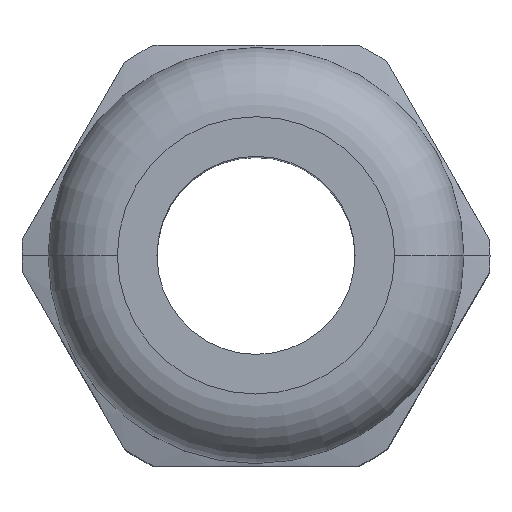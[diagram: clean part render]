
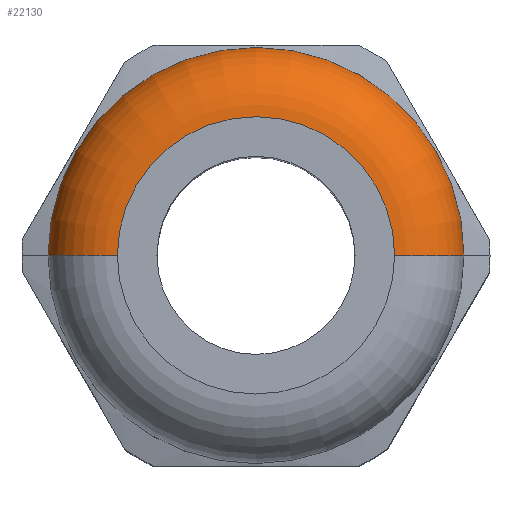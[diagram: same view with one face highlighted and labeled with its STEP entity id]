
A CAD part, top view. The second image highlights one B-rep face of the part: STEP entity #22130.
In plain terms, the highlighted toroidal (fillet/blend) face has major radius 5.6 mm and minor radius 2.8 mm.
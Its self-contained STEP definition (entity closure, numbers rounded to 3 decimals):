
#1720=CARTESIAN_POINT('',(0.,23.237,0.));
#1730=DIRECTION('',(0.,-1.,0.));
#1740=DIRECTION('',(0.,0.,1.));
#1750=AXIS2_PLACEMENT_3D('',#1720,#1730,#1740);
#1760=CIRCLE('',#1750,5.6);
#1790=CARTESIAN_POINT('',(-5.6,23.237,0.));
#1800=VERTEX_POINT('',#1790);
#1830=CARTESIAN_POINT('',(5.6,23.237,0.));
#1840=VERTEX_POINT('',#1830);
#1850=EDGE_CURVE('',#1800,#1840,#1760,.T.);
#14410=CARTESIAN_POINT('',(0.,20.437,0.))
;
#14420=DIRECTION('',(0.,-1.,0.));
#14430=DIRECTION('',(0.,0.,1.));
#14440=AXIS2_PLACEMENT_3D('',#14410,#14420,#14430);
#14450=CIRCLE('',#14440,8.4);
#14480=CARTESIAN_POINT('',(-8.4,20.437,0.));
#14490=VERTEX_POINT('',#14480);
#14520=CARTESIAN_POINT('',(-5.6,20.437,0.));
#14530=DIRECTION('',(0.,0.,-1.));
#14540=DIRECTION('',(0.,-1.,0.));
#14550=AXIS2_PLACEMENT_3D('',#14520,#14530,#14540);
#14560=CIRCLE('',#14550,2.8);
#14570=EDGE_CURVE('',#14490,#1800,#14560,.T.);
#14610=CARTESIAN_POINT('',(5.6,20.437,0.));
#14620=DIRECTION('',(0.,0.,1.));
#14630=DIRECTION('',(0.,-1.,0.));
#14640=AXIS2_PLACEMENT_3D('',#14610,#14620,#14630);
#14650=CIRCLE('',#14640,2.8);
#14660=CARTESIAN_POINT('',(8.4,20.437,0.));
#14670=VERTEX_POINT('',#14660);
#14680=EDGE_CURVE('',#14670,#1840,#14650,.T.);
#14940=CARTESIAN_POINT('',(0.,20.437,-8.4))
;
#14950=VERTEX_POINT('',#14940);
#14960=EDGE_CURVE('',#14950,#14670,#14450,.T.);
#21030=EDGE_CURVE('',#14490,#14950,#14450,.T.);
#22010=CARTESIAN_POINT('',(0.,20.437,0.))
;
#22020=DIRECTION('',(0.,-1.,0.));
#22030=DIRECTION('',(-1.,0.,0.));
#22040=AXIS2_PLACEMENT_3D('',#22010,#22020,#22030);
#22050=TOROIDAL_SURFACE('',#22040,5.6,2.8);
#22060=ORIENTED_EDGE('',*,*,#21030,.F.);
#22070=ORIENTED_EDGE('',*,*,#14960,.F.);
#22080=ORIENTED_EDGE('',*,*,#14680,.F.);
#22090=ORIENTED_EDGE('',*,*,#1850,.T.);
#22100=ORIENTED_EDGE('',*,*,#14570,.T.);
#22110=EDGE_LOOP('',(#22100,#22090,#22080,#22070,#22060));
#22120=FACE_OUTER_BOUND('',#22110,.T.);
#22130=ADVANCED_FACE('',(#22120),#22050,.T.);
